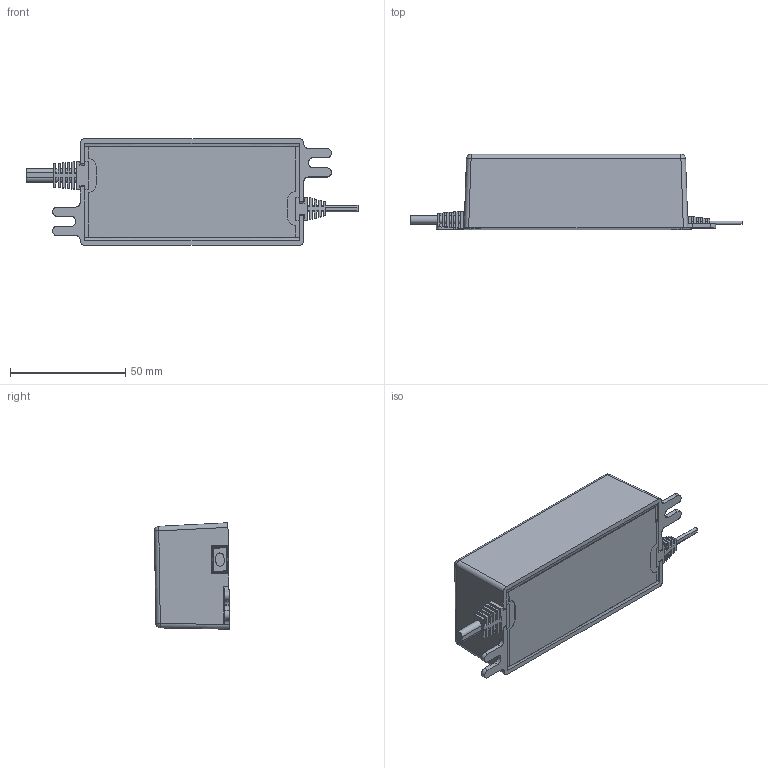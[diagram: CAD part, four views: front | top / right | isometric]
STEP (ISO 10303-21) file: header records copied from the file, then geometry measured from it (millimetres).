
FILE_DESCRIPTION((''),'2;1');
FILE_NAME('GTM-96300-POTTING_ASM','2022-08-09T15:22:23',('rd05'),(''),'CREO PARAMETRIC BY PTC INC, 2018050','CREO PARAMETRIC BY PTC INC, 2018050','');
FILE_SCHEMA(('CONFIG_CONTROL_DESIGN','GEOMETRIC_VALIDATION_PROPERTIES_MIM'));
Length unit declared in the file: millimetre
Products named in the file (29): ENCLOSURE1_13; PCB_2; TRANSFORMER_2; HS1_2; HEATSINK_PIN_2; HS1_ASM_2_ASM; HS2_2; LF1_2; C11_2; CX1_2; LF2_3; C2_2; MOS_2; MOS1_2; FUSE_2; MOV_2; CY1_2; C4_2; C5_2; C7_2; U2_2; C9_2; D_2; PCB_ASSY_ASM_3_ASM; MYLAR-COVER_4; INPUT2_10; OUTPUT_13; GS-2149_ASM_37_ASM; GTM-96300-POTTING_ASM
Assembly tree (34 placements, depth 5):
  GTM-96300-POTTING_ASM
    GS-2149_ASM_37_ASM
      ENCLOSURE1_13
      PCB_ASSY_ASM_3_ASM
        PCB_2
        TRANSFORMER_2
        HS1_ASM_2_ASM
          HS1_2
          HEATSINK_PIN_2  x2
        HS2_2
        LF1_2
        C11_2  x2
        CX1_2
        LF2_3
        C2_2
        MOS_2
        MOS1_2
        FUSE_2  x2
        MOV_2
        CY1_2
        C4_2
        C5_2
        C7_2
        U2_2
        C9_2
        D_2  x4
      MYLAR-COVER_4
      INPUT2_10
      OUTPUT_13
Bounding box: 144.2 x 32.7 x 46.23 mm (x, y, z)
Volume: 174917 mm3; surface area: 51697.7 mm2
Topology: 31 solids, 31 shells, 635 faces, 1682 edges, 1118 vertices
Faces by surface type: plane 383, cylinder 186, torus 40, sphere 12, bspline 8, cone 4, extrusion 2
Entity records: 23099 total; most frequent: CARTESIAN_POINT 4227, DIRECTION 3240, ORIENTED_EDGE 3044, EDGE_CURVE 1522, AXIS2_PLACEMENT_3D 1132, VERTEX_POINT 1020, VECTOR 976, LINE 974
